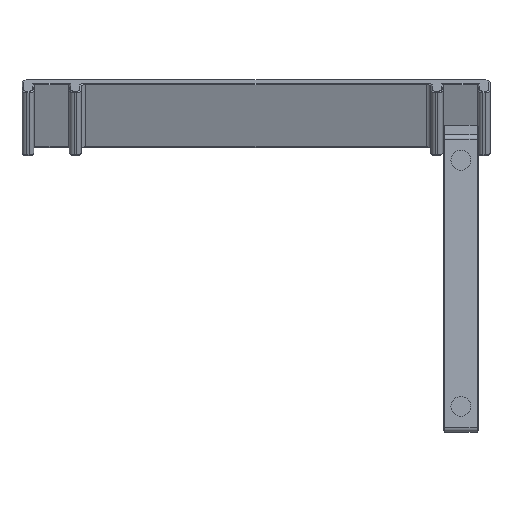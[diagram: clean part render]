
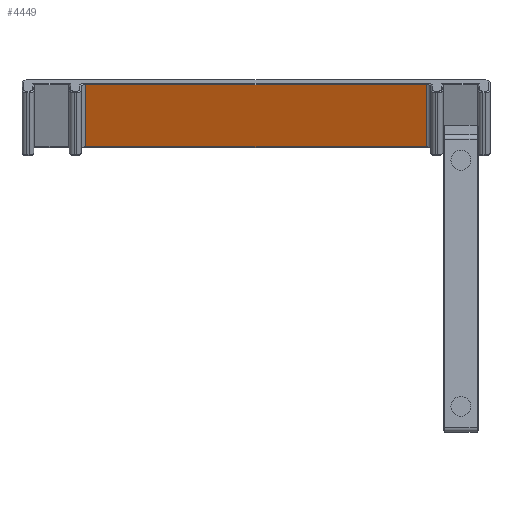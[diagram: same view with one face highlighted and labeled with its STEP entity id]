
A CAD part, front view. The second image highlights one B-rep face of the part: STEP entity #4449.
In plain terms, the highlighted planar face has unit normal (0, -0.94, -0.342).
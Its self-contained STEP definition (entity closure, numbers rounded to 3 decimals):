
#47 = CARTESIAN_POINT ( 'NONE',  ( -153.2, 72.675, 92.547 ) ) ;
#153 = CARTESIAN_POINT ( 'NONE',  ( -7.3, 72.504, 93.017 ) ) ;
#368 = VECTOR ( 'NONE', #1394, 1000. ) ;
#438 = CARTESIAN_POINT ( 'NONE',  ( -153.2, 62.791, 119.704 ) ) ;
#700 = LINE ( 'NONE', #2888, #368 ) ;
#808 = LINE ( 'NONE', #47, #2983 ) ;
#850 = EDGE_CURVE ( 'NONE', #4501, #1723, #808, .T. ) ;
#1052 = EDGE_CURVE ( 'NONE', #1089, #1837, #700, .T. ) ;
#1089 = VERTEX_POINT ( 'NONE', #4732 ) ;
#1146 = PLANE ( 'NONE',  #4274 ) ;
#1391 = EDGE_LOOP ( 'NONE', ( #1564, #1486, #3466, #2864 ) ) ;
#1394 = DIRECTION ( 'NONE',  ( 0., -0.342, 0.94 ) ) ;
#1486 = ORIENTED_EDGE ( 'NONE', *, *, #4594, .T. ) ;
#1564 = ORIENTED_EDGE ( 'NONE', *, *, #1052, .T. ) ;
#1649 = LINE ( 'NONE', #153, #3396 ) ;
#1723 = VERTEX_POINT ( 'NONE', #2031 ) ;
#1837 = VERTEX_POINT ( 'NONE', #2533 ) ;
#2031 = CARTESIAN_POINT ( 'NONE',  ( -153.2, 72.504, 93.017 ) ) ;
#2202 = VECTOR ( 'NONE', #4085, 1000. ) ;
#2222 = DIRECTION ( 'NONE',  ( 0., 0.342, -0.94 ) ) ;
#2353 = EDGE_CURVE ( 'NONE', #1723, #1089, #1649, .T. ) ;
#2533 = CARTESIAN_POINT ( 'NONE',  ( -7.3, 62.791, 119.704 ) ) ;
#2864 = ORIENTED_EDGE ( 'NONE', *, *, #2353, .T. ) ;
#2888 = CARTESIAN_POINT ( 'NONE',  ( -7.3, 62.62, 120.174 ) ) ;
#2983 = VECTOR ( 'NONE', #2222, 1000. ) ;
#3382 = CARTESIAN_POINT ( 'NONE',  ( -153.2, 62.791, 119.704 ) ) ;
#3396 = VECTOR ( 'NONE', #3925, 1000. ) ;
#3466 = ORIENTED_EDGE ( 'NONE', *, *, #850, .T. ) ;
#3720 = DIRECTION ( 'NONE',  ( 0., 0.342, -0.94 ) ) ;
#3793 = LINE ( 'NONE', #438, #2202 ) ;
#3925 = DIRECTION ( 'NONE',  ( 1., 0., 0. ) ) ;
#4085 = DIRECTION ( 'NONE',  ( -1., 0., 0. ) ) ;
#4274 = AXIS2_PLACEMENT_3D ( 'NONE', #4537, #4854, #3720 ) ;
#4421 = FACE_OUTER_BOUND ( 'NONE', #1391, .T. ) ;
#4449 = ADVANCED_FACE ( 'NONE', ( #4421 ), #1146, .T. ) ;
#4501 = VERTEX_POINT ( 'NONE', #3382 ) ;
#4537 = CARTESIAN_POINT ( 'NONE',  ( 0., 93.918, 34.183 ) ) ;
#4594 = EDGE_CURVE ( 'NONE', #1837, #4501, #3793, .T. ) ;
#4732 = CARTESIAN_POINT ( 'NONE',  ( -7.3, 72.504, 93.017 ) ) ;
#4854 = DIRECTION ( 'NONE',  ( 0., -0.94, -0.342 ) ) ;
